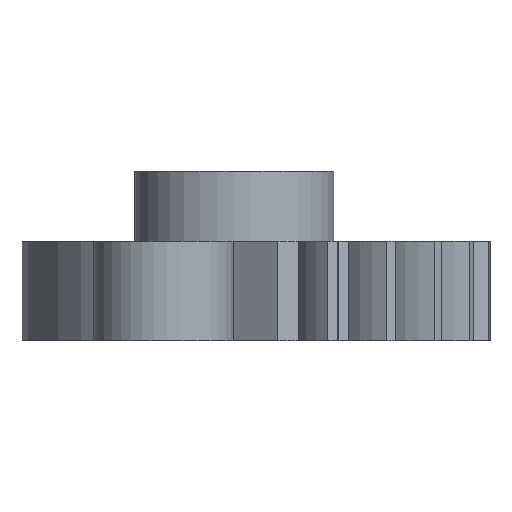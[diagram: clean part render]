
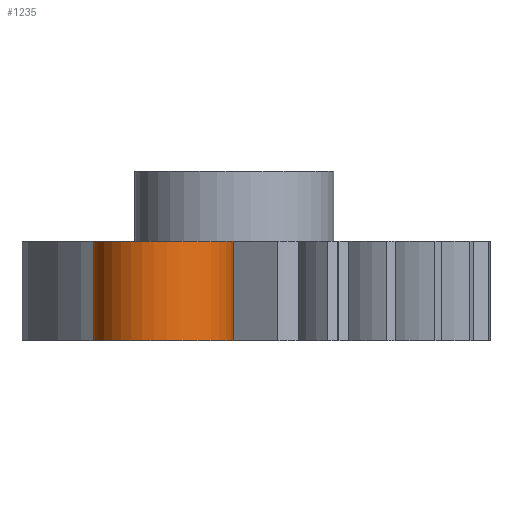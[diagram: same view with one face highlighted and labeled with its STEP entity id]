
A CAD part, left-side view. The second image highlights one B-rep face of the part: STEP entity #1235.
In plain terms, the highlighted cylindrical face has radius 3.529 mm (diameter 7.058 mm), a partial arc.
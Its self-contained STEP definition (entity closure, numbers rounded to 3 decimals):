
#72=FACE_OUTER_BOUND('',#144,.T.);
#144=EDGE_LOOP('',(#1021,#1022,#1023,#1024));
#195=LINE('',#2126,#269);
#219=LINE('',#2268,#293);
#269=VECTOR('',#1651,5.);
#293=VECTOR('',#1813,5.);
#384=CIRCLE('',#1353,3.529);
#396=CIRCLE('',#1373,3.529);
#459=VERTEX_POINT('',#1970);
#505=VERTEX_POINT('',#2062);
#515=VERTEX_POINT('',#2125);
#524=VERTEX_POINT('',#2151);
#643=EDGE_CURVE('',#505,#459,#384,.T.);
#656=EDGE_CURVE('',#515,#459,#195,.T.);
#669=EDGE_CURVE('',#524,#515,#396,.T.);
#728=EDGE_CURVE('',#524,#505,#219,.T.);
#1021=ORIENTED_EDGE('',*,*,#669,.T.);
#1022=ORIENTED_EDGE('',*,*,#656,.T.);
#1023=ORIENTED_EDGE('',*,*,#643,.F.);
#1024=ORIENTED_EDGE('',*,*,#728,.F.);
#1170=CYLINDRICAL_SURFACE('',#1431,3.529);
#1235=ADVANCED_FACE('',(#72),#1170,.T.);
#1353=AXIS2_PLACEMENT_3D('',#2064,#1628,#1629);
#1373=AXIS2_PLACEMENT_3D('',#2152,#1679,#1680);
#1431=AXIS2_PLACEMENT_3D('',#2269,#1814,#1815);
#1628=DIRECTION('center_axis',(0.,1.,0.));
#1629=DIRECTION('ref_axis',(0.,0.,1.));
#1651=DIRECTION('',(0.,1.,0.));
#1679=DIRECTION('center_axis',(0.,1.,0.));
#1680=DIRECTION('ref_axis',(0.,0.,1.));
#1813=DIRECTION('',(0.,1.,0.));
#1814=DIRECTION('center_axis',(0.,1.,0.));
#1815=DIRECTION('ref_axis',(0.,0.,1.));
#1970=CARTESIAN_POINT('',(1.956,18.854,9.674));
#2062=CARTESIAN_POINT('',(1.035,18.854,2.677));
#2064=CARTESIAN_POINT('Origin',(1.495,18.854,6.175));
#2125=CARTESIAN_POINT('',(1.956,13.854,9.674));
#2126=CARTESIAN_POINT('',(1.956,11.354,9.674));
#2151=CARTESIAN_POINT('',(1.035,13.854,2.677));
#2152=CARTESIAN_POINT('Origin',(1.495,13.854,6.175));
#2268=CARTESIAN_POINT('',(1.035,11.354,2.677));
#2269=CARTESIAN_POINT('Origin',(1.495,11.354,6.175));
